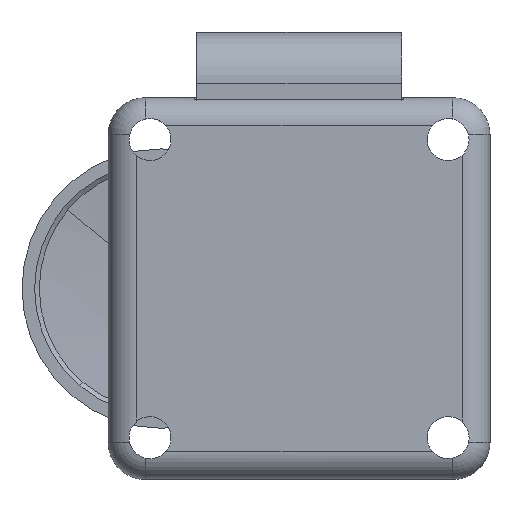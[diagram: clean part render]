
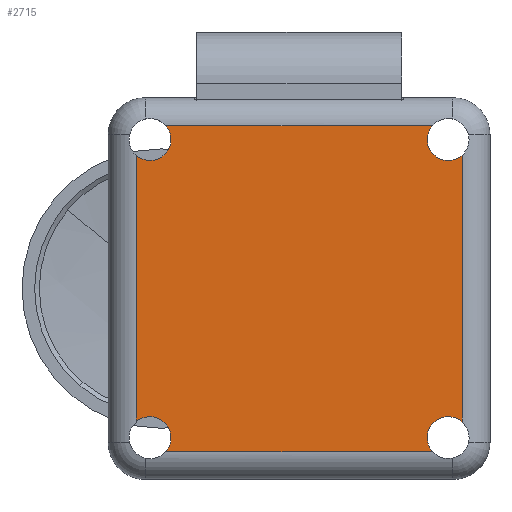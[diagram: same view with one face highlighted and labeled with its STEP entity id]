
A CAD part, left-side view. The second image highlights one B-rep face of the part: STEP entity #2715.
In plain terms, the highlighted face is planar.
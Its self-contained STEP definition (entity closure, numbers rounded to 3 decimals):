
#83 = DIRECTION ( 'NONE',  ( 0., 0., 1. ) ) ;
#93 = CIRCLE ( 'NONE', #6561, 2.25 ) ;
#206 = DIRECTION ( 'NONE',  ( 0., 1., 0. ) ) ;
#254 = CIRCLE ( 'NONE', #3900, 2.25 ) ;
#255 = EDGE_CURVE ( 'NONE', #5984, #3707, #3823, .T. ) ;
#259 = LINE ( 'NONE', #6947, #3887 ) ;
#338 = DIRECTION ( 'NONE',  ( 0., 1., 0. ) ) ;
#430 = ORIENTED_EDGE ( 'NONE', *, *, #2359, .T. ) ;
#543 = DIRECTION ( 'NONE',  ( 0., 1., 0. ) ) ;
#719 = DIRECTION ( 'NONE',  ( 0., 1., 0. ) ) ;
#805 = EDGE_CURVE ( 'NONE', #3707, #1787, #7000, .T. ) ;
#851 = CARTESIAN_POINT ( 'NONE',  ( 16., -9.8, -16. ) ) ;
#901 = CARTESIAN_POINT ( 'NONE',  ( -16., -9.8, 13.75 ) ) ;
#940 = DIRECTION ( 'NONE',  ( 0., 1., 0. ) ) ;
#1050 = CARTESIAN_POINT ( 'NONE',  ( 16., -9.8, -13.75 ) ) ;
#1074 = CARTESIAN_POINT ( 'NONE',  ( -16., -9.8, 16. ) ) ;
#1122 = VERTEX_POINT ( 'NONE', #7820 ) ;
#1126 = EDGE_CURVE ( 'NONE', #1122, #5529, #259, .T. ) ;
#1208 = CARTESIAN_POINT ( 'NONE',  ( -16., -9.8, -16. ) ) ;
#1225 = ORIENTED_EDGE ( 'NONE', *, *, #255, .T. ) ;
#1264 = DIRECTION ( 'NONE',  ( 0., 0., -1. ) ) ;
#1345 = ORIENTED_EDGE ( 'NONE', *, *, #3489, .T. ) ;
#1408 = CARTESIAN_POINT ( 'NONE',  ( -17.5, -9.8, 14.323 ) ) ;
#1418 = CARTESIAN_POINT ( 'NONE',  ( 16., -9.8, 16. ) ) ;
#1585 = AXIS2_PLACEMENT_3D ( 'NONE', #1074, #206, #7762 ) ;
#1587 = CARTESIAN_POINT ( 'NONE',  ( 16., -9.8, -16. ) ) ;
#1787 = VERTEX_POINT ( 'NONE', #3159 ) ;
#1867 = ORIENTED_EDGE ( 'NONE', *, *, #7234, .T. ) ;
#1905 = CARTESIAN_POINT ( 'NONE',  ( -14.323, -9.8, 17.5 ) ) ;
#1976 = CIRCLE ( 'NONE', #3332, 2.25 ) ;
#2089 = CARTESIAN_POINT ( 'NONE',  ( 17.5, -9.8, -14.323 ) ) ;
#2141 = CARTESIAN_POINT ( 'NONE',  ( -17.5, -9.8, -16.5 ) ) ;
#2238 = CIRCLE ( 'NONE', #3787, 2.25 ) ;
#2353 = ORIENTED_EDGE ( 'NONE', *, *, #2642, .T. ) ;
#2359 = EDGE_CURVE ( 'NONE', #8380, #6640, #3003, .T. ) ;
#2502 = CARTESIAN_POINT ( 'NONE',  ( -14.323, -9.8, -17.5 ) ) ;
#2620 = EDGE_CURVE ( 'NONE', #4803, #8380, #1976, .T. ) ;
#2642 = EDGE_CURVE ( 'NONE', #6835, #6966, #8053, .T. ) ;
#2689 = CARTESIAN_POINT ( 'NONE',  ( -16., -9.8, -16. ) ) ;
#2715 = ADVANCED_FACE ( 'NONE', ( #6769 ), #8303, .F. ) ;
#2724 = DIRECTION ( 'NONE',  ( 1., 0., 0. ) ) ;
#2870 = AXIS2_PLACEMENT_3D ( 'NONE', #851, #8409, #7536 ) ;
#2876 = CIRCLE ( 'NONE', #2870, 2.25 ) ;
#3003 = LINE ( 'NONE', #2141, #4355 ) ;
#3159 = CARTESIAN_POINT ( 'NONE',  ( 14.323, -9.8, -17.5 ) ) ;
#3332 = AXIS2_PLACEMENT_3D ( 'NONE', #5663, #4815, #3970 ) ;
#3489 = EDGE_CURVE ( 'NONE', #5529, #4803, #5258, .T. ) ;
#3583 = CARTESIAN_POINT ( 'NONE',  ( 16.5, -9.8, -17.5 ) ) ;
#3609 = EDGE_CURVE ( 'NONE', #1787, #6931, #93, .T. ) ;
#3707 = VERTEX_POINT ( 'NONE', #2502 ) ;
#3773 = VERTEX_POINT ( 'NONE', #6375 ) ;
#3787 = AXIS2_PLACEMENT_3D ( 'NONE', #7432, #5704, #4858 ) ;
#3823 = CIRCLE ( 'NONE', #5159, 2.25 ) ;
#3833 = CARTESIAN_POINT ( 'NONE',  ( -16., -9.8, -13.75 ) ) ;
#3887 = VECTOR ( 'NONE', #6090, 1000. ) ;
#3900 = AXIS2_PLACEMENT_3D ( 'NONE', #1208, #338, #7904 ) ;
#3970 = DIRECTION ( 'NONE',  ( 0., 0., 1. ) ) ;
#4038 = CIRCLE ( 'NONE', #5333, 2.25 ) ;
#4194 = VECTOR ( 'NONE', #6316, 1000. ) ;
#4355 = VECTOR ( 'NONE', #1264, 1000. ) ;
#4633 = EDGE_CURVE ( 'NONE', #3773, #1122, #4038, .T. ) ;
#4647 = ORIENTED_EDGE ( 'NONE', *, *, #3609, .T. ) ;
#4803 = VERTEX_POINT ( 'NONE', #901 ) ;
#4815 = DIRECTION ( 'NONE',  ( 0., 1., 0. ) ) ;
#4858 = DIRECTION ( 'NONE',  ( 0., 0., 1. ) ) ;
#5153 = CARTESIAN_POINT ( 'NONE',  ( 17.5, -9.8, 14.323 ) ) ;
#5159 = AXIS2_PLACEMENT_3D ( 'NONE', #2689, #940, #83 ) ;
#5258 = CIRCLE ( 'NONE', #1585, 2.25 ) ;
#5264 = AXIS2_PLACEMENT_3D ( 'NONE', #7436, #6565, #5707 ) ;
#5333 = AXIS2_PLACEMENT_3D ( 'NONE', #1418, #543, #8106 ) ;
#5483 = ORIENTED_EDGE ( 'NONE', *, *, #1126, .T. ) ;
#5529 = VERTEX_POINT ( 'NONE', #1905 ) ;
#5617 = CARTESIAN_POINT ( 'NONE',  ( -17.5, -9.8, -14.323 ) ) ;
#5621 = ORIENTED_EDGE ( 'NONE', *, *, #4633, .T. ) ;
#5663 = CARTESIAN_POINT ( 'NONE',  ( -16., -9.8, 16. ) ) ;
#5704 = DIRECTION ( 'NONE',  ( 0., 1., 0. ) ) ;
#5707 = DIRECTION ( 'NONE',  ( 0., 0., 1. ) ) ;
#5977 = ORIENTED_EDGE ( 'NONE', *, *, #6988, .T. ) ;
#5984 = VERTEX_POINT ( 'NONE', #3833 ) ;
#6055 = ORIENTED_EDGE ( 'NONE', *, *, #6839, .T. ) ;
#6090 = DIRECTION ( 'NONE',  ( -1., 0., 0. ) ) ;
#6316 = DIRECTION ( 'NONE',  ( 0., 0., 1. ) ) ;
#6375 = CARTESIAN_POINT ( 'NONE',  ( 16., -9.8, 13.75 ) ) ;
#6561 = AXIS2_PLACEMENT_3D ( 'NONE', #1587, #719, #8276 ) ;
#6565 = DIRECTION ( 'NONE',  ( 0., 1., 0. ) ) ;
#6640 = VERTEX_POINT ( 'NONE', #5617 ) ;
#6769 = FACE_OUTER_BOUND ( 'NONE', #6940, .T. ) ;
#6835 = VERTEX_POINT ( 'NONE', #2089 ) ;
#6839 = EDGE_CURVE ( 'NONE', #6640, #5984, #254, .T. ) ;
#6931 = VERTEX_POINT ( 'NONE', #1050 ) ;
#6940 = EDGE_LOOP ( 'NONE', ( #5483, #1345, #7298, #430, #6055, #1225, #8061, #4647, #5977, #2353, #1867, #5621 ) ) ;
#6947 = CARTESIAN_POINT ( 'NONE',  ( -16.5, -9.8, 17.5 ) ) ;
#6966 = VERTEX_POINT ( 'NONE', #5153 ) ;
#6988 = EDGE_CURVE ( 'NONE', #6931, #6835, #2876, .T. ) ;
#7000 = LINE ( 'NONE', #3583, #7445 ) ;
#7181 = CARTESIAN_POINT ( 'NONE',  ( 17.5, -9.8, 16.5 ) ) ;
#7234 = EDGE_CURVE ( 'NONE', #6966, #3773, #2238, .T. ) ;
#7298 = ORIENTED_EDGE ( 'NONE', *, *, #2620, .T. ) ;
#7432 = CARTESIAN_POINT ( 'NONE',  ( 16., -9.8, 16. ) ) ;
#7436 = CARTESIAN_POINT ( 'NONE',  ( 0., -9.8, 0. ) ) ;
#7445 = VECTOR ( 'NONE', #2724, 1000. ) ;
#7536 = DIRECTION ( 'NONE',  ( 0., 0., 1. ) ) ;
#7762 = DIRECTION ( 'NONE',  ( 0., 0., 1. ) ) ;
#7820 = CARTESIAN_POINT ( 'NONE',  ( 14.323, -9.8, 17.5 ) ) ;
#7904 = DIRECTION ( 'NONE',  ( 0., 0., 1. ) ) ;
#8053 = LINE ( 'NONE', #7181, #4194 ) ;
#8061 = ORIENTED_EDGE ( 'NONE', *, *, #805, .T. ) ;
#8106 = DIRECTION ( 'NONE',  ( 0., 0., 1. ) ) ;
#8276 = DIRECTION ( 'NONE',  ( 0., 0., 1. ) ) ;
#8303 = PLANE ( 'NONE',  #5264 ) ;
#8380 = VERTEX_POINT ( 'NONE', #1408 ) ;
#8409 = DIRECTION ( 'NONE',  ( 0., 1., 0. ) ) ;
